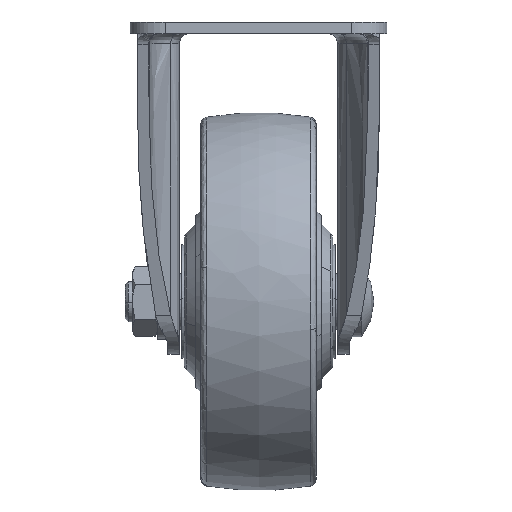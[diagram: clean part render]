
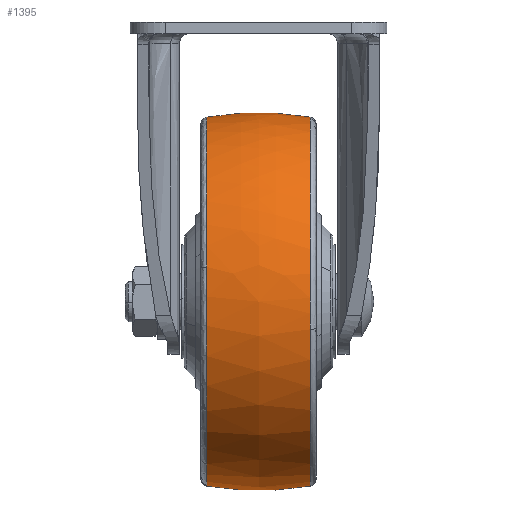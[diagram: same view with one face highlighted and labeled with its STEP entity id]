
A CAD part, left-side view. The second image highlights one B-rep face of the part: STEP entity #1395.
In plain terms, the highlighted free-form (B-spline) face has degree [2, 2] with [5, 7] control points.
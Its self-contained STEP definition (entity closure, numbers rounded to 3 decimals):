
#770=CARTESIAN_POINT('',(-36.201,-10.256,-61.001));
#771=VERTEX_POINT('',#770);
#772=CARTESIAN_POINT('',(0.0,-10.256,-92.117));
#773=VERTEX_POINT('',#772);
#774=CARTESIAN_POINT('',(-36.201,-10.256,-61.001));
#775=CARTESIAN_POINT('',(-31.473,-10.256,-92.117));
#776=CARTESIAN_POINT('',(0.0,-10.256,-92.117));
#784=(BOUNDED_CURVE()B_SPLINE_CURVE(2,(#774,#775,#776),.UNSPECIFIED.,.F.,.U.)B_SPLINE_CURVE_WITH_KNOTS((3,3),(0.776,1.0),.UNSPECIFIED.)CURVE()GEOMETRIC_REPRESENTATION_ITEM()RATIONAL_B_SPLINE_CURVE((0.946,0.737,1.0))REPRESENTATION_ITEM(''));
#785=EDGE_CURVE('',#771,#773,#784,.T.);
#864=CARTESIAN_POINT('',(0.0,-10.256,-18.883));
#865=VERTEX_POINT('',#864);
#866=CARTESIAN_POINT('',(0.0,-10.256,-18.883));
#867=CARTESIAN_POINT('',(-36.617,-10.256,-18.883));
#868=CARTESIAN_POINT('',(-36.617,-10.256,-55.5));
#869=CARTESIAN_POINT('',(-36.617,-10.256,-58.266));
#870=CARTESIAN_POINT('',(-36.201,-10.256,-61.001));
#878=(BOUNDED_CURVE()B_SPLINE_CURVE(2,(#866,#867,#868,#869,#870),.UNSPECIFIED.,.F.,.U.)B_SPLINE_CURVE_WITH_KNOTS((3,2,3),(0.5,0.75,0.776),.UNSPECIFIED.)CURVE()GEOMETRIC_REPRESENTATION_ITEM()RATIONAL_B_SPLINE_CURVE((1.0,0.707,1.0,0.97,0.946))REPRESENTATION_ITEM(''));
#879=EDGE_CURVE('',#865,#771,#878,.T.);
#1260=CARTESIAN_POINT('',(0.0,10.256,-92.117));
#1261=VERTEX_POINT('',#1260);
#1262=CARTESIAN_POINT('',(0.0,-10.256,-92.117));
#1263=CARTESIAN_POINT('',(0.0,-6.924,-92.695));
#1264=CARTESIAN_POINT('',(0.0,-0.054,-93.296));
#1265=CARTESIAN_POINT('',(0.0,6.818,-92.714));
#1266=CARTESIAN_POINT('',(0.0,10.256,-92.117));
#1267=B_SPLINE_CURVE_WITH_KNOTS('',3,(#1262,#1263,#1264,#1265,#1266),.UNSPECIFIED.,.F.,.U.,(4,1,4),(0.,10.146,20.614),.UNSPECIFIED.);
#1268=EDGE_CURVE('',#773,#1261,#1267,.T.);
#1285=CARTESIAN_POINT('',(0.0,10.256,-18.883));
#1286=VERTEX_POINT('',#1285);
#1302=CARTESIAN_POINT('',(0.0,-10.256,-18.883));
#1303=CARTESIAN_POINT('',(0.0,-7.4,-18.387));
#1304=CARTESIAN_POINT('',(0.0,-2.848,-17.934));
#1305=CARTESIAN_POINT('',(0.0,4.029,-18.036));
#1306=CARTESIAN_POINT('',(0.0,7.982,-18.488));
#1307=CARTESIAN_POINT('',(0.0,10.256,-18.883));
#1308=B_SPLINE_CURVE_WITH_KNOTS('',3,(#1302,#1303,#1304,#1305,#1306,#1307),.UNSPECIFIED.,.F.,.U.,(4,1,1,4),(0.,8.697,13.689,20.614),.UNSPECIFIED.);
#1309=EDGE_CURVE('',#865,#1286,#1308,.T.);
#1316=CARTESIAN_POINT('',(1.018,-11.293,-19.072));
#1317=CARTESIAN_POINT('',(1.048,-5.697,-18.));
#1318=CARTESIAN_POINT('',(1.048,0.,-18.));
#1319=CARTESIAN_POINT('',(1.048,5.697,-18.));
#1320=CARTESIAN_POINT('',(1.018,11.293,-19.072));
#1321=CARTESIAN_POINT('',(0.512,-11.293,-19.072));
#1322=CARTESIAN_POINT('',(0.527,-5.697,-18.));
#1323=CARTESIAN_POINT('',(0.527,0.,-18.));
#1324=CARTESIAN_POINT('',(0.527,5.697,-18.));
#1325=CARTESIAN_POINT('',(0.512,11.293,-19.072));
#1326=CARTESIAN_POINT('',(-36.428,-11.293,-19.072));
#1327=CARTESIAN_POINT('',(-37.5,-5.697,-18.));
#1328=CARTESIAN_POINT('',(-37.5,0.,-18.));
#1329=CARTESIAN_POINT('',(-37.5,5.697,-18.0));
#1330=CARTESIAN_POINT('',(-36.428,11.293,-19.072));
#1331=CARTESIAN_POINT('',(-36.428,-11.293,-55.5));
#1332=CARTESIAN_POINT('',(-37.5,-5.697,-55.5));
#1333=CARTESIAN_POINT('',(-37.5,0.,-55.5));
#1334=CARTESIAN_POINT('',(-37.5,5.697,-55.5));
#1335=CARTESIAN_POINT('',(-36.428,11.293,-55.5));
#1336=CARTESIAN_POINT('',(-36.428,-11.293,-91.928));
#1337=CARTESIAN_POINT('',(-37.5,-5.697,-93.));
#1338=CARTESIAN_POINT('',(-37.5,0.,-93.0));
#1339=CARTESIAN_POINT('',(-37.5,5.697,-93.0));
#1340=CARTESIAN_POINT('',(-36.428,11.293,-91.928));
#1341=CARTESIAN_POINT('',(0.512,-11.293,-91.928));
#1342=CARTESIAN_POINT('',(0.527,-5.697,-93.));
#1343=CARTESIAN_POINT('',(0.527,0.,-93.0));
#1344=CARTESIAN_POINT('',(0.527,5.697,-93.0));
#1345=CARTESIAN_POINT('',(0.512,11.293,-91.928));
#1346=CARTESIAN_POINT('',(1.018,-11.293,-91.928));
#1347=CARTESIAN_POINT('',(1.048,-5.697,-93.0));
#1348=CARTESIAN_POINT('',(1.048,0.,-93.0));
#1349=CARTESIAN_POINT('',(1.048,5.697,-93.));
#1350=CARTESIAN_POINT('',(1.018,11.293,-91.928));
#1358=(BOUNDED_SURFACE()B_SPLINE_SURFACE(2,2,((#1316,#1321,#1326,#1331,#1336,#1341,#1346),(#1317,#1322,#1327,#1332,#1337,#1342,#1347),(#1318,#1323,#1328,#1333,#1338,#1343,#1348),(#1319,#1324,#1329,#1334,#1339,#1344,#1349),(#1320,#1325,#1330,#1335,#1340,#1345,#1350)),.UNSPECIFIED.,.F.,.F.,.U.)B_SPLINE_SURFACE_WITH_KNOTS((3,2,3),(3,1,2,1,3),(0.0,11.621,23.241),(0.0,1.243,63.375,125.507,126.749),.UNSPECIFIED.)GEOMETRIC_REPRESENTATION_ITEM()RATIONAL_B_SPLINE_SURFACE(((0.964,0.958,0.674,0.953,0.674,0.958,0.964),(0.983,0.977,0.687,0.972,0.687,0.977,0.983),(1.012,1.006,0.707,1.0,0.707,1.006,1.012),(0.983,0.977,0.687,0.972,0.687,0.977,0.983),(0.964,0.958,0.674,0.953,0.674,0.958,0.964)))REPRESENTATION_ITEM('')SURFACE());
#1359=ORIENTED_EDGE('',*,*,#1268,.F.);
#1360=ORIENTED_EDGE('',*,*,#785,.F.);
#1361=ORIENTED_EDGE('',*,*,#879,.F.);
#1362=ORIENTED_EDGE('',*,*,#1309,.T.);
#1363=CARTESIAN_POINT('',(-35.968,10.256,-48.639));
#1364=VERTEX_POINT('',#1363);
#1365=CARTESIAN_POINT('',(0.0,10.256,-18.883));
#1366=CARTESIAN_POINT('',(-30.292,10.256,-18.883));
#1367=CARTESIAN_POINT('',(-35.968,10.256,-48.639));
#1375=(BOUNDED_CURVE()B_SPLINE_CURVE(2,(#1365,#1366,#1367),.UNSPECIFIED.,.F.,.U.)B_SPLINE_CURVE_WITH_KNOTS((3,3),(0.5,0.718),.UNSPECIFIED.)CURVE()GEOMETRIC_REPRESENTATION_ITEM()RATIONAL_B_SPLINE_CURVE((1.0,0.745,0.934))REPRESENTATION_ITEM(''));
#1376=EDGE_CURVE('',#1286,#1364,#1375,.T.);
#1377=ORIENTED_EDGE('',*,*,#1376,.T.);
#1378=CARTESIAN_POINT('',(-35.968,10.256,-48.639));
#1379=CARTESIAN_POINT('',(-36.617,10.256,-52.039));
#1380=CARTESIAN_POINT('',(-36.617,10.256,-55.5));
#1381=CARTESIAN_POINT('',(-36.617,10.256,-92.117));
#1382=CARTESIAN_POINT('',(0.0,10.256,-92.117));
#1390=(BOUNDED_CURVE()B_SPLINE_CURVE(2,(#1378,#1379,#1380,#1381,#1382),.UNSPECIFIED.,.F.,.U.)B_SPLINE_CURVE_WITH_KNOTS((3,2,3),(0.718,0.75,1.0),.UNSPECIFIED.)CURVE()GEOMETRIC_REPRESENTATION_ITEM()RATIONAL_B_SPLINE_CURVE((0.934,0.962,1.0,0.707,1.0))REPRESENTATION_ITEM(''));
#1391=EDGE_CURVE('',#1364,#1261,#1390,.T.);
#1392=ORIENTED_EDGE('',*,*,#1391,.T.);
#1393=EDGE_LOOP('',(#1359,#1360,#1361,#1362,#1377,#1392));
#1394=FACE_OUTER_BOUND('',#1393,.T.);
#1395=ADVANCED_FACE('',(#1394),#1358,.T.);
